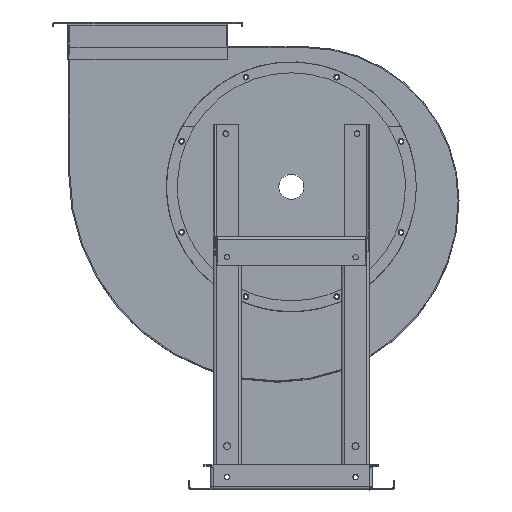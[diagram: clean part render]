
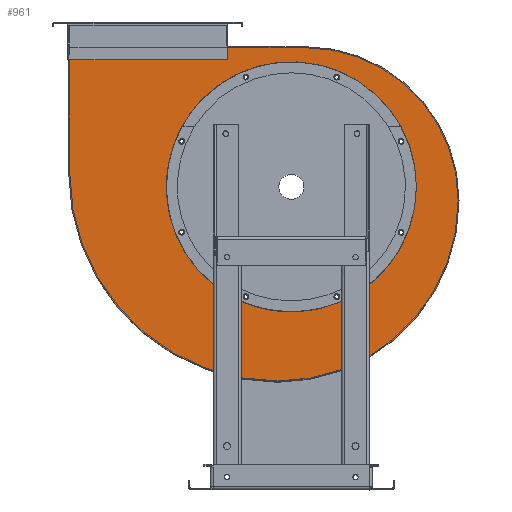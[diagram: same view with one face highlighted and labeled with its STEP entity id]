
A CAD part, top view. The second image highlights one B-rep face of the part: STEP entity #961.
In plain terms, the highlighted face is planar.
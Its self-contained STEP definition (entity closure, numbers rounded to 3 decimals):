
#961=ADVANCED_FACE('',(#10586,#10588,#10590,#10592,#10594,#10596,#10598,#10600),
#10602,.F.);
#10586=FACE_BOUND('',#10587,.T.);
#10587=EDGE_LOOP('',(#21635,#21636,#21637,#21638,#21639,#21640,#21641,#21642,#21643));
#10588=FACE_BOUND('',#10589,.T.);
#10589=EDGE_LOOP('',(#21644,#21645,#21646,#21647,#21648));
#10590=FACE_BOUND('',#10591,.T.);
#10591=EDGE_LOOP('',(#21649));
#10592=FACE_BOUND('',#10593,.T.);
#10593=EDGE_LOOP('',(#21650));
#10594=FACE_BOUND('',#10595,.T.);
#10595=EDGE_LOOP('',(#21651));
#10596=FACE_BOUND('',#10597,.T.);
#10597=EDGE_LOOP('',(#21652));
#10598=FACE_BOUND('',#10599,.T.);
#10599=EDGE_LOOP('',(#21653));
#10600=FACE_BOUND('',#10601,.T.);
#10601=EDGE_LOOP('',(#21654));
#10602=PLANE('',#10603);
#10603=AXIS2_PLACEMENT_3D('',#10604,#10605,#10606);
#10604=CARTESIAN_POINT('',(19.985,0.002,-0.002));
#10605=DIRECTION('',(0.,0.,1.));
#10606=DIRECTION('',(0.,-1.,0.));
#21635=ORIENTED_EDGE('',*,*,#28268,.T.);
#21636=ORIENTED_EDGE('',*,*,#28266,.T.);
#21637=ORIENTED_EDGE('',*,*,#28264,.T.);
#21638=ORIENTED_EDGE('',*,*,#28262,.T.);
#21639=ORIENTED_EDGE('',*,*,#28260,.T.);
#21640=ORIENTED_EDGE('',*,*,#28294,.T.);
#21641=ORIENTED_EDGE('',*,*,#28293,.T.);
#21642=ORIENTED_EDGE('',*,*,#28272,.T.);
#21643=ORIENTED_EDGE('',*,*,#28270,.T.);
#21644=ORIENTED_EDGE('',*,*,#28394,.F.);
#21645=ORIENTED_EDGE('',*,*,#28297,.F.);
#21646=ORIENTED_EDGE('',*,*,#28296,.F.);
#21647=ORIENTED_EDGE('',*,*,#28395,.F.);
#21648=ORIENTED_EDGE('',*,*,#28396,.F.);
#21649=ORIENTED_EDGE('',*,*,#28305,.F.);
#21650=ORIENTED_EDGE('',*,*,#28304,.F.);
#21651=ORIENTED_EDGE('',*,*,#28303,.F.);
#21652=ORIENTED_EDGE('',*,*,#28300,.F.);
#21653=ORIENTED_EDGE('',*,*,#28299,.F.);
#21654=ORIENTED_EDGE('',*,*,#28298,.F.);
#28260=EDGE_CURVE('',#31937,#31939,#31941,.T.);
#28262=EDGE_CURVE('',#31942,#31937,#31944,.T.);
#28264=EDGE_CURVE('',#31945,#31942,#31947,.T.);
#28266=EDGE_CURVE('',#31948,#31945,#31950,.T.);
#28268=EDGE_CURVE('',#31951,#31948,#31953,.T.);
#28270=EDGE_CURVE('',#31954,#31951,#31956,.T.);
#28272=EDGE_CURVE('',#31957,#31954,#31959,.T.);
#28293=EDGE_CURVE('',#31987,#31957,#31989,.T.);
#28294=EDGE_CURVE('',#31939,#31987,#31990,.T.);
#28296=EDGE_CURVE('',#31991,#31994,#31995,.T.);
#28297=EDGE_CURVE('',#31994,#31992,#31996,.T.);
#28298=EDGE_CURVE('',#31997,#31997,#31998,.T.);
#28299=EDGE_CURVE('',#31999,#31999,#32000,.T.);
#28300=EDGE_CURVE('',#32001,#32001,#32002,.T.);
#28303=EDGE_CURVE('',#32007,#32007,#32008,.T.);
#28304=EDGE_CURVE('',#32009,#32009,#32010,.T.);
#28305=EDGE_CURVE('',#32011,#32011,#32012,.T.);
#28394=EDGE_CURVE('',#31992,#32160,#32161,.F.);
#28395=EDGE_CURVE('',#32162,#31991,#32163,.F.);
#28396=EDGE_CURVE('',#32160,#32162,#32164,.T.);
#31937=VERTEX_POINT('',#37490);
#31939=VERTEX_POINT('',#37494);
#31941=LINE('',#37498,#37499);
#31942=VERTEX_POINT('',#37501);
#31944=LINE('',#37505,#37506);
#31945=VERTEX_POINT('',#37508);
#31947=CIRCLE('',#37512,246.24);
#31948=VERTEX_POINT('',#37516);
#31950=CIRCLE('',#37520,290.26);
#31951=VERTEX_POINT('',#37524);
#31953=CIRCLE('',#37528,334.28);
#31954=VERTEX_POINT('',#37532);
#31956=LINE('',#37536,#37537);
#31957=VERTEX_POINT('',#37539);
#31959=LINE('',#37543,#37544);
#31987=VERTEX_POINT('',#37615);
#31989=LINE('',#37619,#37620);
#31990=LINE('',#37622,#37623);
#31991=VERTEX_POINT('',#37625);
#31992=VERTEX_POINT('',#37626);
#31994=VERTEX_POINT('',#37631);
#31995=CIRCLE('',#37632,182.5);
#31996=CIRCLE('',#37636,182.5);
#31997=VERTEX_POINT('',#37640);
#31998=CIRCLE('',#37641,4.65);
#31999=VERTEX_POINT('',#37645);
#32000=CIRCLE('',#37646,4.65);
#32001=VERTEX_POINT('',#37650);
#32002=CIRCLE('',#37651,4.65);
#32007=VERTEX_POINT('',#37665);
#32008=CIRCLE('',#37666,4.65);
#32009=VERTEX_POINT('',#37670);
#32010=CIRCLE('',#37671,4.65);
#32011=VERTEX_POINT('',#37675);
#32012=CIRCLE('',#37676,4.65);
#32160=VERTEX_POINT('',#38030);
#32161=LINE('',#38031,#38032);
#32162=VERTEX_POINT('',#38034);
#32163=LINE('',#38035,#38036);
#32164=CIRCLE('',#38038,200.);
#37490=CARTESIAN_POINT('',(-77.313,224.249,0.002));
#37494=CARTESIAN_POINT('',(-77.313,222.249,0.002));
#37498=CARTESIAN_POINT('',(-77.313,224.249,0.002));
#37499=VECTOR('',#37500,1.);
#37500=DIRECTION('',(0.,-1.,0.));
#37501=CARTESIAN_POINT('',(42.035,224.228,0.002));
#37505=CARTESIAN_POINT('',(42.035,224.228,0.002));
#37506=VECTOR('',#37507,1.);
#37507=DIRECTION('',(-1.,0.,0.));
#37508=CARTESIAN_POINT('',(288.231,-22.057,-0.002));
#37512=AXIS2_PLACEMENT_3D('',#37513,#37514,#37515);
#37513=CARTESIAN_POINT('',(41.991,-22.012,-0.002));
#37514=DIRECTION('',(0.,0.,1.));
#37515=DIRECTION('',(1.,0.,0.));
#37516=CARTESIAN_POINT('',(-2.081,-312.264,-0.007));
#37520=AXIS2_PLACEMENT_3D('',#37521,#37522,#37523);
#37521=CARTESIAN_POINT('',(-2.029,-22.004,-0.002));
#37522=DIRECTION('',(0.,0.,1.));
#37523=DIRECTION('',(0.,-1.,0.));
#37524=CARTESIAN_POINT('',(-336.301,22.075,-0.001));
#37528=AXIS2_PLACEMENT_3D('',#37529,#37530,#37531);
#37529=CARTESIAN_POINT('',(-2.021,22.016,-0.001));
#37530=DIRECTION('',(0.,0.,1.));
#37531=DIRECTION('',(-1.,0.,0.));
#37532=CARTESIAN_POINT('',(-336.267,211.026,0.002));
#37536=CARTESIAN_POINT('',(-336.267,211.026,0.002));
#37537=VECTOR('',#37538,1.);
#37538=DIRECTION('',(0.,-1.,0.));
#37539=CARTESIAN_POINT('',(-334.267,211.025,0.002));
#37543=CARTESIAN_POINT('',(-334.267,211.025,0.002));
#37544=VECTOR('',#37545,1.);
#37545=DIRECTION('',(-1.,0.,0.));
#37615=CARTESIAN_POINT('',(-334.265,222.295,0.002));
#37619=CARTESIAN_POINT('',(-334.265,222.295,0.002));
#37620=VECTOR('',#37621,1.);
#37621=DIRECTION('',(0.,-1.,0.));
#37622=CARTESIAN_POINT('',(-77.313,222.249,0.002));
#37623=VECTOR('',#37624,1.);
#37624=DIRECTION('',(-1.,0.,0.));
#37625=CARTESIAN_POINT('',(-135.119,96.173,0.));
#37626=CARTESIAN_POINT('',(175.123,96.118,0.));
#37631=CARTESIAN_POINT('',(19.952,-182.498,-0.005));
#37632=AXIS2_PLACEMENT_3D('',#37633,#37634,#37635);
#37633=CARTESIAN_POINT('',(19.985,0.002,-0.002));
#37634=DIRECTION('',(0.,0.,1.));
#37635=DIRECTION('',(-0.85,0.527,0.));
#37636=AXIS2_PLACEMENT_3D('',#37637,#37638,#37639);
#37637=CARTESIAN_POINT('',(19.985,0.002,-0.002));
#37638=DIRECTION('',(0.,0.,1.));
#37639=DIRECTION('',(0.,-1.,0.));
#37640=CARTESIAN_POINT('',(92.662,-180.199,-0.005));
#37641=AXIS2_PLACEMENT_3D('',#37642,#37643,#37644);
#37642=CARTESIAN_POINT('',(92.663,-175.549,-0.005));
#37643=DIRECTION('',(0.,0.,1.));
#37644=DIRECTION('',(0.,-1.,0.));
#37645=CARTESIAN_POINT('',(195.508,-77.39,-0.003));
#37646=AXIS2_PLACEMENT_3D('',#37647,#37648,#37649);
#37647=CARTESIAN_POINT('',(195.509,-72.74,-0.003));
#37648=DIRECTION('',(0.,0.,1.));
#37649=DIRECTION('',(0.,-1.,0.));
#37650=CARTESIAN_POINT('',(195.534,68.03,0.));
#37651=AXIS2_PLACEMENT_3D('',#37652,#37653,#37654);
#37652=CARTESIAN_POINT('',(195.535,72.68,0.));
#37653=DIRECTION('',(0.,0.,1.));
#37654=DIRECTION('',(0.,-1.,0.));
#37665=CARTESIAN_POINT('',(-155.54,68.093,0.));
#37666=AXIS2_PLACEMENT_3D('',#37667,#37668,#37669);
#37667=CARTESIAN_POINT('',(-155.539,72.743,0.));
#37668=DIRECTION('',(0.,0.,1.));
#37669=DIRECTION('',(0.,-1.,0.));
#37670=CARTESIAN_POINT('',(-155.566,-77.327,-0.003));
#37671=AXIS2_PLACEMENT_3D('',#37672,#37673,#37674);
#37672=CARTESIAN_POINT('',(-155.565,-72.677,-0.003));
#37673=DIRECTION('',(0.,0.,1.));
#37674=DIRECTION('',(0.,-1.,0.));
#37675=CARTESIAN_POINT('',(-52.757,-180.172,-0.005));
#37676=AXIS2_PLACEMENT_3D('',#37677,#37678,#37679);
#37677=CARTESIAN_POINT('',(-52.757,-175.522,-0.005));
#37678=DIRECTION('',(0.,0.,1.));
#37679=DIRECTION('',(0.,-1.,0.));
#38030=CARTESIAN_POINT('',(195.391,96.114,0.));
#38031=CARTESIAN_POINT('',(195.391,96.114,0.));
#38032=VECTOR('',#38033,1.);
#38033=DIRECTION('',(-1.,0.,0.));
#38034=CARTESIAN_POINT('',(-155.357,96.177,0.));
#38035=CARTESIAN_POINT('',(-135.119,96.173,0.));
#38036=VECTOR('',#38037,1.);
#38037=DIRECTION('',(-1.,0.,0.));
#38038=AXIS2_PLACEMENT_3D('',#38039,#38040,#38041);
#38039=CARTESIAN_POINT('',(20.,0.,-0.002));
#38040=DIRECTION('',(0.,0.,1.));
#38041=DIRECTION('',(0.877,0.481,0.));
